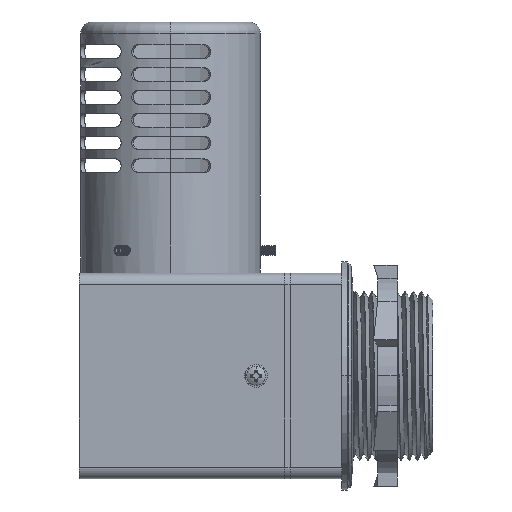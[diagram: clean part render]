
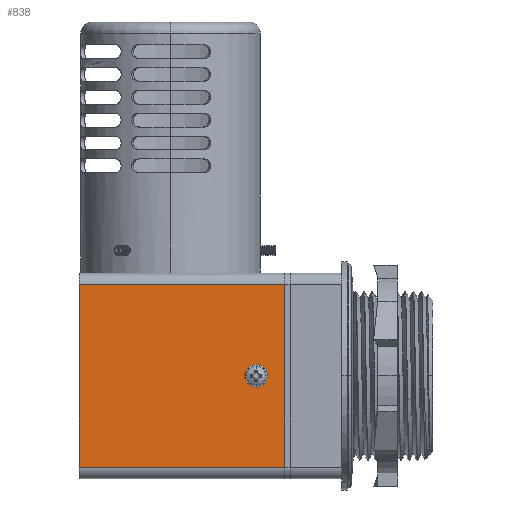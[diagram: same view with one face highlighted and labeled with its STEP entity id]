
A CAD part, left-side view. The second image highlights one B-rep face of the part: STEP entity #838.
In plain terms, the highlighted planar face has unit normal (-1, 0, 0).
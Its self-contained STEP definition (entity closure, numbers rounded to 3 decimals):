
#42=DIRECTION('',(0.,0.,-1.));
#43=VECTOR('',#42,50.8);
#44=CARTESIAN_POINT('',(-28.575,57.15,25.4));
#45=LINE('',#44,#43);
#118=DIRECTION('',(0.,1.,0.));
#119=VECTOR('',#118,57.15);
#120=CARTESIAN_POINT('',(-28.575,0.,25.4));
#121=LINE('',#120,#119);
#126=DIRECTION('',(0.,0.,-1.));
#127=VECTOR('',#126,50.8);
#128=CARTESIAN_POINT('',(-28.575,0.,25.4));
#129=LINE('',#128,#127);
#130=CARTESIAN_POINT('',(-28.575,7.925,0.));
#131=DIRECTION('',(-1.,0.,0.));
#132=DIRECTION('',(0.,1.,0.));
#133=AXIS2_PLACEMENT_3D('',#130,#131,#132);
#135=CARTESIAN_POINT('',(-28.575,7.925,0.));
#136=DIRECTION('',(-1.,0.,0.));
#137=DIRECTION('',(0.,-1.,0.));
#138=AXIS2_PLACEMENT_3D('',#135,#136,#137);
#595=DIRECTION('',(0.,-1.,0.));
#596=VECTOR('',#595,57.15);
#597=CARTESIAN_POINT('',(-28.575,57.15,-25.4));
#598=LINE('',#597,#596);
#599=CARTESIAN_POINT('',(-28.575,0.,25.4));
#601=VERTEX_POINT('',#599);
#613=CARTESIAN_POINT('',(-28.575,0.,-25.4));
#614=VERTEX_POINT('',#613);
#636=CARTESIAN_POINT('',(-28.575,57.15,25.4));
#638=VERTEX_POINT('',#636);
#639=CARTESIAN_POINT('',(-28.575,57.15,-25.4));
#640=VERTEX_POINT('',#639);
#663=CARTESIAN_POINT('',(-28.575,11.1,0.));
#664=CARTESIAN_POINT('',(-28.575,4.75,0.));
#665=VERTEX_POINT('',#663);
#666=VERTEX_POINT('',#664);
#819=CARTESIAN_POINT('',(-28.575,0.,-28.575));
#820=DIRECTION('',(-1.,0.,0.));
#821=DIRECTION('',(0.,0.,1.));
#822=AXIS2_PLACEMENT_3D('',#819,#820,#821);
#823=PLANE('',#822);
#824=ORIENTED_EDGE('',*,*,#804,.F.);
#826=ORIENTED_EDGE('',*,*,#825,.T.);
#828=ORIENTED_EDGE('',*,*,#827,.F.);
#829=ORIENTED_EDGE('',*,*,#749,.F.);
#830=EDGE_LOOP('',(#824,#826,#828,#829));
#831=FACE_OUTER_BOUND('',#830,.F.);
#833=ORIENTED_EDGE('',*,*,#832,.T.);
#835=ORIENTED_EDGE('',*,*,#834,.T.);
#836=EDGE_LOOP('',(#833,#835));
#837=FACE_BOUND('',#836,.F.);
#134=CIRCLE('',#133,3.175);
#139=CIRCLE('',#138,3.175);
#749=EDGE_CURVE('',#638,#640,#45,.T.);
#804=EDGE_CURVE('',#601,#638,#121,.T.);
#825=EDGE_CURVE('',#601,#614,#129,.T.);
#827=EDGE_CURVE('',#640,#614,#598,.T.);
#832=EDGE_CURVE('',#665,#666,#134,.T.);
#834=EDGE_CURVE('',#666,#665,#139,.T.);
#838=ADVANCED_FACE('',(#831,#837),#823,.T.);
